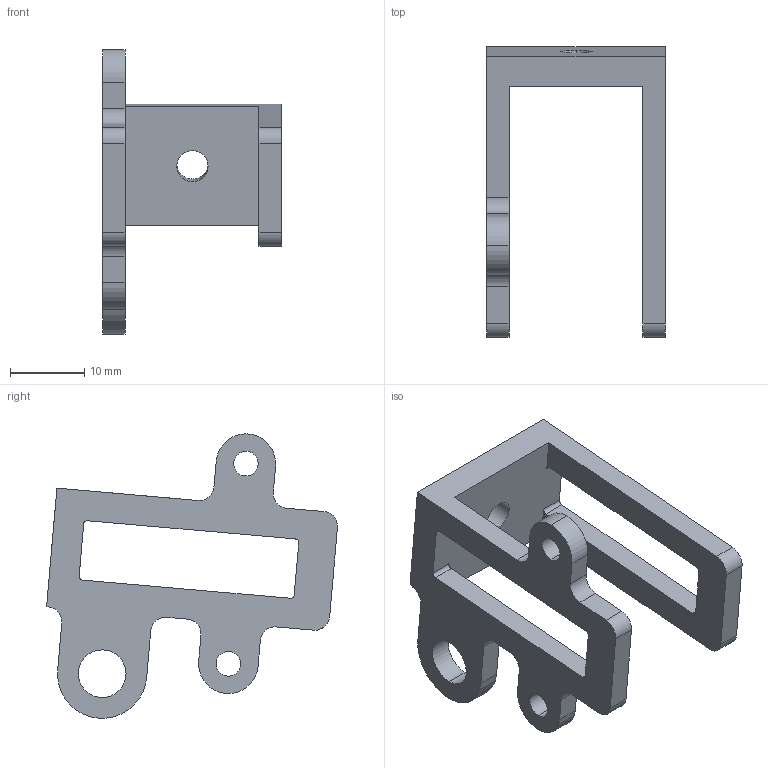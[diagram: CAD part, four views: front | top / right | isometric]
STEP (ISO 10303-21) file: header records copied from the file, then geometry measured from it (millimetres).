
FILE_DESCRIPTION (( 'STEP AP214' ), '1' );
FILE_NAME ('Enclosure 2 Quote.STEP', '2025-09-04T05:21:15', ( '' ), ( '' ), 'SwSTEP 2.0', 'SolidWorks 2024', '' );
FILE_SCHEMA (( 'AUTOMOTIVE_DESIGN' ));
Length unit declared in the file: millimetre
Products named in the file (1): Enclosure 2 Quote
Bounding box: 24 x 39.08 x 38.2 mm (x, y, z)
Volume: 4094.1 mm3; surface area: 3962.9 mm2
Topology: 1 solids, 1 shells, 58 faces, 174 edges, 116 vertices
Faces by surface type: cylinder 33, plane 25
Entity records: 2031 total; most frequent: DIRECTION 358, CARTESIAN_POINT 349, ORIENTED_EDGE 348, EDGE_CURVE 174, AXIS2_PLACEMENT_3D 125, VERTEX_POINT 116, VECTOR 108, LINE 108
